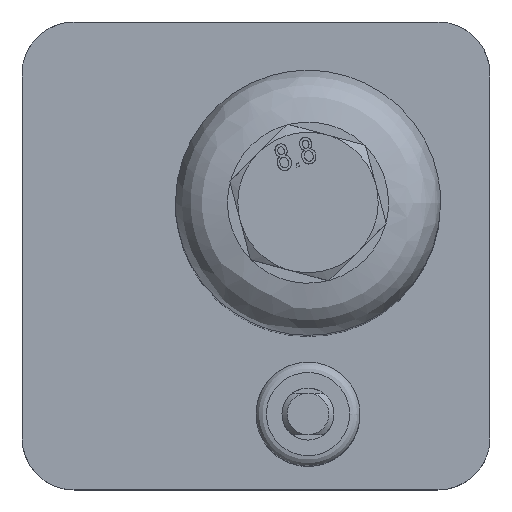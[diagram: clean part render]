
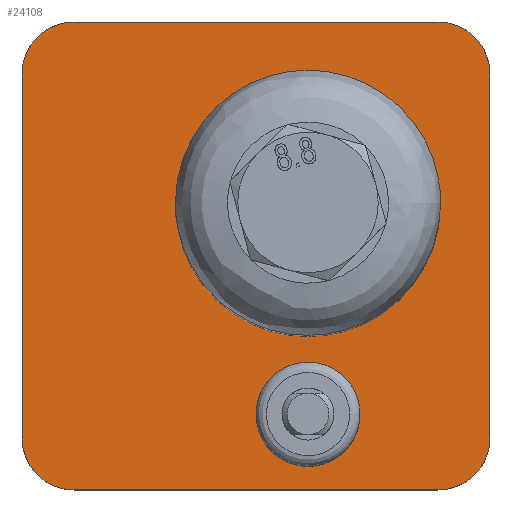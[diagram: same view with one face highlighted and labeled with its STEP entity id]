
A CAD part, top view. The second image highlights one B-rep face of the part: STEP entity #24108.
In plain terms, the highlighted free-form (B-spline) face has degree [1, 1] with [2, 2] control points.
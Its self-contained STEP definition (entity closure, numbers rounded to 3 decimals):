
#23898 = VERTEX_POINT('',#23899);
#23899 = CARTESIAN_POINT('',(-47.038,-19.965,
    -51.601));
#23907 = EDGE_CURVE('',#23898,#23908,#23910,.T.);
#23908 = VERTEX_POINT('',#23909);
#23909 = CARTESIAN_POINT('',(-26.979,-19.965,
    -51.601));
#23910 = ( BOUNDED_CURVE() B_SPLINE_CURVE(2,(#23911,#23912,#23913,#23914
,#23915),.UNSPECIFIED.,.F.,.F.) B_SPLINE_CURVE_WITH_KNOTS((3,2,3),(
    3.142,4.712,6.283),
.PIECEWISE_BEZIER_KNOTS.) CURVE() GEOMETRIC_REPRESENTATION_ITEM() 
RATIONAL_B_SPLINE_CURVE((1.,0.707,1.,0.707,1.)) 
REPRESENTATION_ITEM('') );
#23911 = CARTESIAN_POINT('',(-47.038,-19.965,
    -51.601));
#23912 = CARTESIAN_POINT('',(-47.038,-29.995,
    -51.601));
#23913 = CARTESIAN_POINT('',(-37.008,-29.995,
    -51.601));
#23914 = CARTESIAN_POINT('',(-26.979,-29.995,
    -51.601));
#23915 = CARTESIAN_POINT('',(-26.979,-19.965,
    -51.601));
#23917 = EDGE_CURVE('',#23908,#23898,#23918,.T.);
#23918 = ( BOUNDED_CURVE() B_SPLINE_CURVE(2,(#23919,#23920,#23921,#23922
,#23923),.UNSPECIFIED.,.F.,.F.) B_SPLINE_CURVE_WITH_KNOTS((3,2,3),(0.,
1.571,3.142),.PIECEWISE_BEZIER_KNOTS.) CURVE() 
GEOMETRIC_REPRESENTATION_ITEM() RATIONAL_B_SPLINE_CURVE((1.,
0.707,1.,0.707,1.)) REPRESENTATION_ITEM('') );
#23919 = CARTESIAN_POINT('',(-26.979,-19.965,
    -51.601));
#23920 = CARTESIAN_POINT('',(-26.979,-9.936,
    -51.601));
#23921 = CARTESIAN_POINT('',(-37.008,-9.936,
    -51.601));
#23922 = CARTESIAN_POINT('',(-47.038,-9.936,
    -51.601));
#23923 = CARTESIAN_POINT('',(-47.038,-19.965,
    -51.601));
#24086 = VERTEX_POINT('',#24087);
#24087 = CARTESIAN_POINT('',(-11.934,-34.508,
    -51.601));
#24092 = EDGE_CURVE('',#24093,#24086,#24095,.T.);
#24093 = VERTEX_POINT('',#24094);
#24094 = CARTESIAN_POINT('',(-82.142,-34.508,
    -51.601));
#24095 = B_SPLINE_CURVE_WITH_KNOTS('',1,(#24096,#24097),.UNSPECIFIED.,
  .F.,.F.,(2,2),(0.,70.),.PIECEWISE_BEZIER_KNOTS.);
#24096 = CARTESIAN_POINT('',(-82.142,-34.508,
    -51.601));
#24097 = CARTESIAN_POINT('',(-11.934,-34.508,
    -51.601));
#24108 = ADVANCED_FACE('',(#24109,#24113,#24135),#24189,.T.);
#24109 = FACE_BOUND('',#24110,.T.);
#24110 = EDGE_LOOP('',(#24111,#24112));
#24111 = ORIENTED_EDGE('',*,*,#23907,.F.);
#24112 = ORIENTED_EDGE('',*,*,#23917,.F.);
#24113 = FACE_BOUND('',#24114,.T.);
#24114 = EDGE_LOOP('',(#24115,#24127));
#24115 = ORIENTED_EDGE('',*,*,#24116,.T.);
#24116 = EDGE_CURVE('',#24117,#24119,#24121,.T.);
#24117 = VERTEX_POINT('',#24118);
#24118 = CARTESIAN_POINT('',(-11.433,20.655,
    -51.601));
#24119 = VERTEX_POINT('',#24120);
#24120 = CARTESIAN_POINT('',(-62.584,20.655,
    -51.601));
#24121 = ( BOUNDED_CURVE() B_SPLINE_CURVE(2,(#24122,#24123,#24124,#24125
,#24126),.UNSPECIFIED.,.F.,.F.) B_SPLINE_CURVE_WITH_KNOTS((3,2,3),(0.,
1.571,3.142),.PIECEWISE_BEZIER_KNOTS.) CURVE() 
GEOMETRIC_REPRESENTATION_ITEM() RATIONAL_B_SPLINE_CURVE((1.,
0.707,1.,0.707,1.)) REPRESENTATION_ITEM('') );
#24122 = CARTESIAN_POINT('',(-11.433,20.655,
    -51.601));
#24123 = CARTESIAN_POINT('',(-11.433,-4.921,
    -51.601));
#24124 = CARTESIAN_POINT('',(-37.008,-4.921,
    -51.601));
#24125 = CARTESIAN_POINT('',(-62.584,-4.921,
    -51.601));
#24126 = CARTESIAN_POINT('',(-62.584,20.655,
    -51.601));
#24127 = ORIENTED_EDGE('',*,*,#24128,.T.);
#24128 = EDGE_CURVE('',#24119,#24117,#24129,.T.);
#24129 = ( BOUNDED_CURVE() B_SPLINE_CURVE(2,(#24130,#24131,#24132,#24133
,#24134),.UNSPECIFIED.,.F.,.F.) B_SPLINE_CURVE_WITH_KNOTS((3,2,3),(
    3.142,4.712,6.283),
.PIECEWISE_BEZIER_KNOTS.) CURVE() GEOMETRIC_REPRESENTATION_ITEM() 
RATIONAL_B_SPLINE_CURVE((1.,0.707,1.,0.707,1.)) 
REPRESENTATION_ITEM('') );
#24130 = CARTESIAN_POINT('',(-62.584,20.655,
    -51.601));
#24131 = CARTESIAN_POINT('',(-62.584,46.23,
    -51.601));
#24132 = CARTESIAN_POINT('',(-37.008,46.23,
    -51.601));
#24133 = CARTESIAN_POINT('',(-11.433,46.23,
    -51.601));
#24134 = CARTESIAN_POINT('',(-11.433,20.655,
    -51.601));
#24135 = FACE_BOUND('',#24136,.T.);
#24136 = EDGE_LOOP('',(#24137,#24146,#24154,#24161,#24169,#24176,#24182,
    #24183));
#24137 = ORIENTED_EDGE('',*,*,#24138,.T.);
#24138 = EDGE_CURVE('',#24139,#24141,#24143,.T.);
#24139 = VERTEX_POINT('',#24140);
#24140 = CARTESIAN_POINT('',(-1.905,-24.479,
    -51.601));
#24141 = VERTEX_POINT('',#24142);
#24142 = CARTESIAN_POINT('',(-1.905,45.729,
    -51.601));
#24143 = B_SPLINE_CURVE_WITH_KNOTS('',1,(#24144,#24145),.UNSPECIFIED.,
  .F.,.F.,(2,2),(0.,70.),.PIECEWISE_BEZIER_KNOTS.);
#24144 = CARTESIAN_POINT('',(-1.905,-24.479,
    -51.601));
#24145 = CARTESIAN_POINT('',(-1.905,45.729,
    -51.601));
#24146 = ORIENTED_EDGE('',*,*,#24147,.T.);
#24147 = EDGE_CURVE('',#24141,#24148,#24150,.T.);
#24148 = VERTEX_POINT('',#24149);
#24149 = CARTESIAN_POINT('',(-11.934,55.758,
    -51.601));
#24150 = ( BOUNDED_CURVE() B_SPLINE_CURVE(2,(#24151,#24152,#24153),
.UNSPECIFIED.,.F.,.F.) B_SPLINE_CURVE_WITH_KNOTS((3,3),(0.,
1.571),.PIECEWISE_BEZIER_KNOTS.) CURVE() 
GEOMETRIC_REPRESENTATION_ITEM() RATIONAL_B_SPLINE_CURVE((1.,
0.707,1.)) REPRESENTATION_ITEM('') );
#24151 = CARTESIAN_POINT('',(-1.905,45.729,
    -51.601));
#24152 = CARTESIAN_POINT('',(-1.905,55.758,
    -51.601));
#24153 = CARTESIAN_POINT('',(-11.934,55.758,
    -51.601));
#24154 = ORIENTED_EDGE('',*,*,#24155,.T.);
#24155 = EDGE_CURVE('',#24148,#24156,#24158,.T.);
#24156 = VERTEX_POINT('',#24157);
#24157 = CARTESIAN_POINT('',(-82.142,55.758,
    -51.601));
#24158 = B_SPLINE_CURVE_WITH_KNOTS('',1,(#24159,#24160),.UNSPECIFIED.,
  .F.,.F.,(2,2),(0.,70.),.PIECEWISE_BEZIER_KNOTS.);
#24159 = CARTESIAN_POINT('',(-11.934,55.758,
    -51.601));
#24160 = CARTESIAN_POINT('',(-82.142,55.758,
    -51.601));
#24161 = ORIENTED_EDGE('',*,*,#24162,.T.);
#24162 = EDGE_CURVE('',#24156,#24163,#24165,.T.);
#24163 = VERTEX_POINT('',#24164);
#24164 = CARTESIAN_POINT('',(-92.171,45.729,
    -51.601));
#24165 = ( BOUNDED_CURVE() B_SPLINE_CURVE(2,(#24166,#24167,#24168),
.UNSPECIFIED.,.F.,.F.) B_SPLINE_CURVE_WITH_KNOTS((3,3),(0.,
1.571),.PIECEWISE_BEZIER_KNOTS.) CURVE() 
GEOMETRIC_REPRESENTATION_ITEM() RATIONAL_B_SPLINE_CURVE((1.,
0.707,1.)) REPRESENTATION_ITEM('') );
#24166 = CARTESIAN_POINT('',(-82.142,55.758,
    -51.601));
#24167 = CARTESIAN_POINT('',(-92.171,55.758,
    -51.601));
#24168 = CARTESIAN_POINT('',(-92.171,45.729,
    -51.601));
#24169 = ORIENTED_EDGE('',*,*,#24170,.T.);
#24170 = EDGE_CURVE('',#24163,#24171,#24173,.T.);
#24171 = VERTEX_POINT('',#24172);
#24172 = CARTESIAN_POINT('',(-92.171,-24.479,
    -51.601));
#24173 = B_SPLINE_CURVE_WITH_KNOTS('',1,(#24174,#24175),.UNSPECIFIED.,
  .F.,.F.,(2,2),(0.,70.),.PIECEWISE_BEZIER_KNOTS.);
#24174 = CARTESIAN_POINT('',(-92.171,45.729,
    -51.601));
#24175 = CARTESIAN_POINT('',(-92.171,-24.479,
    -51.601));
#24176 = ORIENTED_EDGE('',*,*,#24177,.T.);
#24177 = EDGE_CURVE('',#24171,#24093,#24178,.T.);
#24178 = ( BOUNDED_CURVE() B_SPLINE_CURVE(2,(#24179,#24180,#24181),
.UNSPECIFIED.,.F.,.F.) B_SPLINE_CURVE_WITH_KNOTS((3,3),(0.,
1.571),.PIECEWISE_BEZIER_KNOTS.) CURVE() 
GEOMETRIC_REPRESENTATION_ITEM() RATIONAL_B_SPLINE_CURVE((1.,
0.707,1.)) REPRESENTATION_ITEM('') );
#24179 = CARTESIAN_POINT('',(-92.171,-24.479,
    -51.601));
#24180 = CARTESIAN_POINT('',(-92.171,-34.508,
    -51.601));
#24181 = CARTESIAN_POINT('',(-82.142,-34.508,
    -51.601));
#24182 = ORIENTED_EDGE('',*,*,#24092,.T.);
#24183 = ORIENTED_EDGE('',*,*,#24184,.T.);
#24184 = EDGE_CURVE('',#24086,#24139,#24185,.T.);
#24185 = ( BOUNDED_CURVE() B_SPLINE_CURVE(2,(#24186,#24187,#24188),
.UNSPECIFIED.,.F.,.F.) B_SPLINE_CURVE_WITH_KNOTS((3,3),(0.,
1.571),.PIECEWISE_BEZIER_KNOTS.) CURVE() 
GEOMETRIC_REPRESENTATION_ITEM() RATIONAL_B_SPLINE_CURVE((1.,
0.707,1.)) REPRESENTATION_ITEM('') );
#24186 = CARTESIAN_POINT('',(-11.934,-34.508,
    -51.601));
#24187 = CARTESIAN_POINT('',(-1.905,-34.508,
    -51.601));
#24188 = CARTESIAN_POINT('',(-1.905,-24.479,
    -51.601));
#24189 = B_SPLINE_SURFACE_WITH_KNOTS('',1,1,(
    (#24190,#24191)
    ,(#24192,#24193
    )),.UNSPECIFIED.,.F.,.F.,.F.,(2,2),(2,2),(-45.,45.),(-45.,45.),
  .PIECEWISE_BEZIER_KNOTS.);
#24190 = CARTESIAN_POINT('',(-92.171,-34.508,
    -51.601));
#24191 = CARTESIAN_POINT('',(-92.171,55.758,
    -51.601));
#24192 = CARTESIAN_POINT('',(-1.905,-34.508,
    -51.601));
#24193 = CARTESIAN_POINT('',(-1.905,55.758,
    -51.601));
